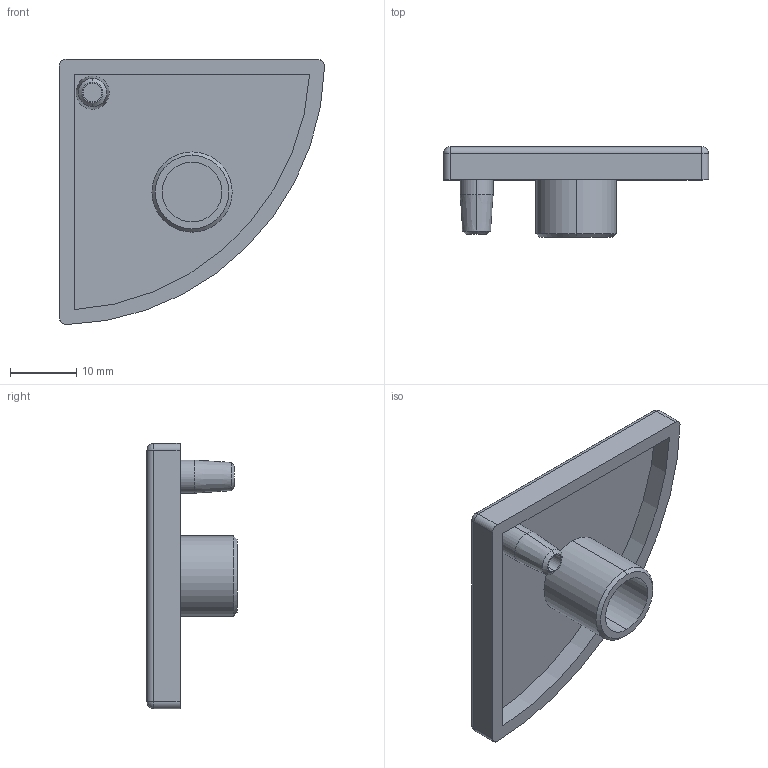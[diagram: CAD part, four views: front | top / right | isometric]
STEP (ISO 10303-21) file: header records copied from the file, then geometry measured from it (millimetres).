
FILE_DESCRIPTION (( 'STEP AP214' ), '1' );
FILE_NAME ('SNSD.30.53.12. Çàãëóøêà òîðöåâàÿ 40x40R(F21).STEP', '2015-12-21T13:41:14', ( '' ), ( '' ), 'SwSTEP 2.0', 'SolidWorks 2014', '' );
FILE_SCHEMA (( 'AUTOMOTIVE_DESIGN' ));
Length unit declared in the file: millimetre
Products named in the file (2): SNSD.30.53.12. Çàãëóøêà òîðöåâàÿ 40x40R(F21)
Bounding box: 39.99 x 13.6 x 39.99 mm (x, y, z)
Volume: 4090.1 mm3; surface area: 4551.3 mm2
Topology: 1 solids, 1 shells, 36 faces, 75 edges, 43 vertices
Faces by surface type: cylinder 15, plane 11, cone 6, sphere 3, torus 1
Entity records: 984 total; most frequent: DIRECTION 187, CARTESIAN_POINT 153, ORIENTED_EDGE 144, AXIS2_PLACEMENT_3D 77, EDGE_CURVE 72, VERTEX_POINT 43, EDGE_LOOP 41, CIRCLE 39
